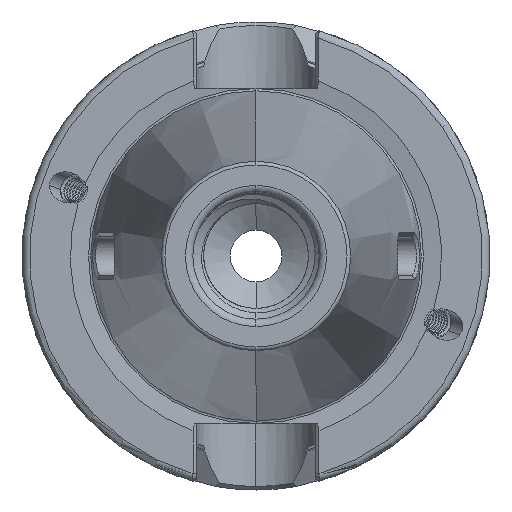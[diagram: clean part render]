
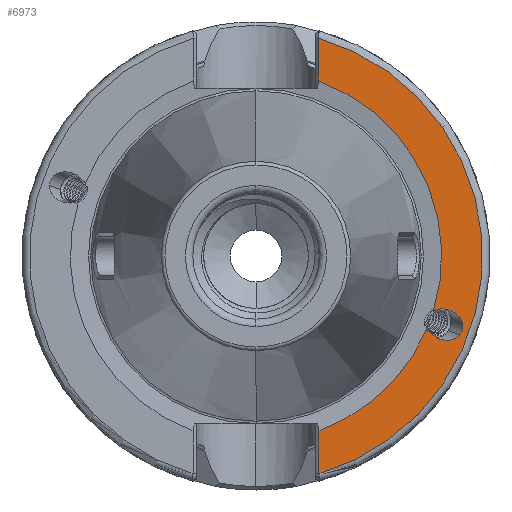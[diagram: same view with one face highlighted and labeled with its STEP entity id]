
A CAD part, left-side view. The second image highlights one B-rep face of the part: STEP entity #6973.
In plain terms, the highlighted planar face has unit normal (-1, 0, 0).
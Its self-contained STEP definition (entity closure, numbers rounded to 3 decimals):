
#1470 = CARTESIAN_POINT ( 'NONE',  ( 0., -27.425, -10.605 ) ) ;
#1488 = CARTESIAN_POINT ( 'NONE',  ( 0., -29.408, -8.242 ) ) ;
#1495 = CARTESIAN_POINT ( 'NONE',  ( 0., -26.754, -5.851 ) ) ;
#1504 = CARTESIAN_POINT ( 'NONE',  ( 0., -23.88, -7.411 ) ) ;
#1609 = DIRECTION ( 'NONE',  ( 0., 0., -1. ) ) ;
#1640 = CARTESIAN_POINT ( 'NONE',  ( 0., -8.395, 0. ) ) ;
#1692 = CARTESIAN_POINT ( 'NONE',  ( 0., -8.479, -29.418 ) ) ;
#1694 = DIRECTION ( 'NONE',  ( 0., 0., -1. ) ) ;
#3723 = CARTESIAN_POINT ( 'NONE',  ( 0., 0., 0. ) ) ;
#3744 = DIRECTION ( 'NONE',  ( 1., 0., 0. ) ) ;
#3754 = DIRECTION ( 'NONE',  ( 0., 0., -1. ) ) ;
#3853 = CIRCLE ( 'NONE', #10008, 25.003 ) ;
#3869 = CIRCLE ( 'NONE', #10007, 25.003 ) ;
#4104 = CIRCLE ( 'NONE', #9997, 30.5 ) ;
#4275 = DIRECTION ( 'NONE',  ( 1., 0., 0. ) ) ;
#4290 = CARTESIAN_POINT ( 'NONE',  ( 0., 0., 0. ) ) ;
#4312 = DIRECTION ( 'NONE',  ( 0., 0., -1. ) ) ;
#4519 = DIRECTION ( 'NONE',  ( 1., 0., 0. ) ) ;
#4526 = CARTESIAN_POINT ( 'NONE',  ( 0., 0., 0. ) ) ;
#4533 = DIRECTION ( 'NONE',  ( 0., 0., -1. ) ) ;
#5731 = CARTESIAN_POINT ( 'NONE',  ( 0., -23.88, -7.411 ) ) ;
#5768 = CARTESIAN_POINT ( 'NONE',  ( 0., -8.395, 23.552 ) ) ;
#5849 = CARTESIAN_POINT ( 'NONE',  ( 0., -8.479, -29.298 ) ) ;
#5858 = CARTESIAN_POINT ( 'NONE',  ( 0., -8.395, 29.322 ) ) ;
#5905 = CARTESIAN_POINT ( 'NONE',  ( 0., -23.056, -9.673 ) ) ;
#5932 = CARTESIAN_POINT ( 'NONE',  ( 0., -27.425, -10.605 ) ) ;
#6055 = CARTESIAN_POINT ( 'NONE',  ( 0., -8.479, -23.521 ) ) ;
#6475 =( BOUNDED_CURVE ( )  B_SPLINE_CURVE ( 3, ( #1470, #1488, #1495, #1504 ),
 .UNSPECIFIED., .F., .F. ) 
 B_SPLINE_CURVE_WITH_KNOTS ( ( 4, 4 ),
 ( 2.852, 5.656 ),
 .UNSPECIFIED. ) 
 CURVE ( )  GEOMETRIC_REPRESENTATION_ITEM ( )  RATIONAL_B_SPLINE_CURVE ( ( 1., 0.445, 0.445, 1. ) ) 
 REPRESENTATION_ITEM ( '' )  );
#6536 =( BOUNDED_CURVE ( )  B_SPLINE_CURVE ( 3, ( #9400, #9404, #9408, #9409 ),
 .UNSPECIFIED., .F., .F. ) 
 B_SPLINE_CURVE_WITH_KNOTS ( ( 4, 4 ),
 ( 0.627, 2.852 ),
 .UNSPECIFIED. ) 
 CURVE ( )  GEOMETRIC_REPRESENTATION_ITEM ( )  RATIONAL_B_SPLINE_CURVE ( ( 1., 0.628, 0.628, 1. ) ) 
 REPRESENTATION_ITEM ( '' )  );
#6844 = EDGE_CURVE ( 'NONE', #9308, #9304, #6536, .T. ) ;
#6973 = ADVANCED_FACE ( 'NONE', ( #9666 ), #11831, .T. ) ;
#7320 = EDGE_CURVE ( 'NONE', #9304, #8475, #6475, .T. ) ;
#7349 = EDGE_CURVE ( 'NONE', #9236, #8438, #11941, .T. ) ;
#7360 = EDGE_CURVE ( 'NONE', #9386, #9245, #11980, .T. ) ;
#7400 = EDGE_CURVE ( 'NONE', #9236, #9245, #4104, .T. ) ;
#7501 = EDGE_CURVE ( 'NONE', #8438, #8475, #3853, .T. ) ;
#7525 = EDGE_CURVE ( 'NONE', #9308, #9386, #3869, .T. ) ;
#7793 = EDGE_LOOP ( 'NONE', ( #8554, #8549, #8577, #8573, #8584, #8552, #8531 ) ) ;
#8438 = VERTEX_POINT ( 'NONE', #5768 ) ;
#8475 = VERTEX_POINT ( 'NONE', #5731 ) ;
#8531 = ORIENTED_EDGE ( 'NONE', *, *, #7320, .F. ) ;
#8549 = ORIENTED_EDGE ( 'NONE', *, *, #7525, .T. ) ;
#8552 = ORIENTED_EDGE ( 'NONE', *, *, #7501, .T. ) ;
#8554 = ORIENTED_EDGE ( 'NONE', *, *, #6844, .F. ) ;
#8573 = ORIENTED_EDGE ( 'NONE', *, *, #7400, .F. ) ;
#8577 = ORIENTED_EDGE ( 'NONE', *, *, #7360, .T. ) ;
#8584 = ORIENTED_EDGE ( 'NONE', *, *, #7349, .T. ) ;
#9236 = VERTEX_POINT ( 'NONE', #5858 ) ;
#9245 = VERTEX_POINT ( 'NONE', #5849 ) ;
#9304 = VERTEX_POINT ( 'NONE', #5932 ) ;
#9308 = VERTEX_POINT ( 'NONE', #5905 ) ;
#9386 = VERTEX_POINT ( 'NONE', #6055 ) ;
#9400 = CARTESIAN_POINT ( 'NONE',  ( 0., -23.056, -9.673 ) ) ;
#9404 = CARTESIAN_POINT ( 'NONE',  ( 0., -23.83, -11.634 ) ) ;
#9408 = CARTESIAN_POINT ( 'NONE',  ( 0., -26.147, -12.129 ) ) ;
#9409 = CARTESIAN_POINT ( 'NONE',  ( 0., -27.425, -10.605 ) ) ;
#9666 = FACE_OUTER_BOUND ( 'NONE', #7793, .T. ) ;
#9845 = AXIS2_PLACEMENT_3D ( 'NONE', #11813, #11808, #11805 ) ;
#9997 = AXIS2_PLACEMENT_3D ( 'NONE', #3723, #3744, #3754 ) ;
#10007 = AXIS2_PLACEMENT_3D ( 'NONE', #4526, #4519, #4533 ) ;
#10008 = AXIS2_PLACEMENT_3D ( 'NONE', #4290, #4275, #4312 ) ;
#11805 = DIRECTION ( 'NONE',  ( 0., 0., 1. ) ) ;
#11808 = DIRECTION ( 'NONE',  ( -1., 0., 0. ) ) ;
#11813 = CARTESIAN_POINT ( 'NONE',  ( 0., 25.003, 0. ) ) ;
#11831 = PLANE ( 'NONE',  #9845 ) ;
#11941 = LINE ( 'NONE', #1640, #11954 ) ;
#11954 = VECTOR ( 'NONE', #1609, 1000. ) ;
#11980 = LINE ( 'NONE', #1692, #11981 ) ;
#11981 = VECTOR ( 'NONE', #1694, 1000. ) ;
